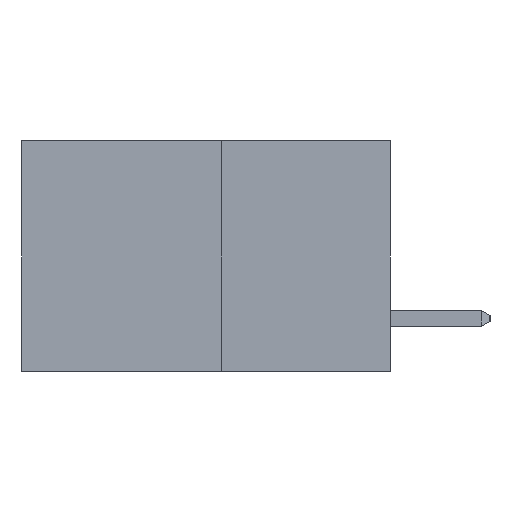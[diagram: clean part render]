
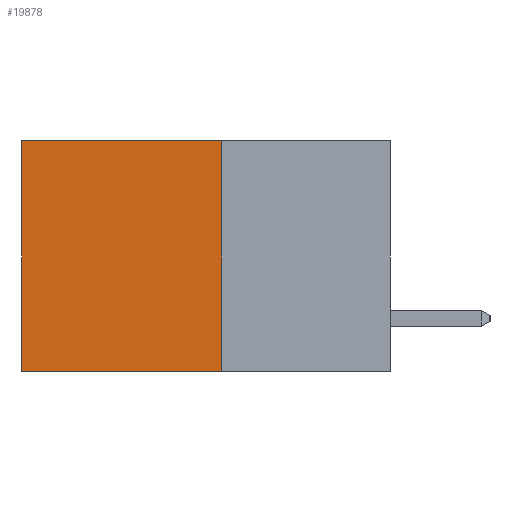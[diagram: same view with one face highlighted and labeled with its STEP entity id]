
A CAD part, left-side view. The second image highlights one B-rep face of the part: STEP entity #19878.
In plain terms, the highlighted planar face has unit normal (-1, 0, 0).
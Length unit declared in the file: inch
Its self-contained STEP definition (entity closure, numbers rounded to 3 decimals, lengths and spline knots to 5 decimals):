
#220 = EDGE_CURVE ( 'NONE', #3594, #10580, #18293, .T. ) ;
#395 = DIRECTION ( 'NONE',  ( 0., 1., 0. ) ) ;
#811 = CARTESIAN_POINT ( 'NONE',  ( 0.277, 0.27, -0.37 ) ) ;
#898 = VECTOR ( 'NONE', #11610, 39.37008 ) ;
#1135 = ORIENTED_EDGE ( 'NONE', *, *, #4298, .F. ) ;
#1572 = ORIENTED_EDGE ( 'NONE', *, *, #220, .T. ) ;
#2042 = VECTOR ( 'NONE', #395, 39.37008 ) ;
#2440 = DIRECTION ( 'NONE',  ( 0., 0., -1. ) ) ;
#2883 = CARTESIAN_POINT ( 'NONE',  ( 0.277, 0.27, -0.37 ) ) ;
#3186 = CARTESIAN_POINT ( 'NONE',  ( 0.277, 0.27, -0.37 ) ) ;
#3269 = AXIS2_PLACEMENT_3D ( 'NONE', #811, #11961, #2440 ) ;
#3594 = VERTEX_POINT ( 'NONE', #9055 ) ;
#3854 = DIRECTION ( 'NONE',  ( 0., 1., 0. ) ) ;
#3863 = CARTESIAN_POINT ( 'NONE',  ( 0.277, 0.27, -0.37 ) ) ;
#4008 = PLANE ( 'NONE',  #3269 ) ;
#4298 = EDGE_CURVE ( 'NONE', #5849, #18727, #11207, .T. ) ;
#4836 = EDGE_LOOP ( 'NONE', ( #12398, #1135, #15005, #1572 ) ) ;
#5757 = LINE ( 'NONE', #16196, #898 ) ;
#5849 = VERTEX_POINT ( 'NONE', #2883 ) ;
#9055 = CARTESIAN_POINT ( 'NONE',  ( 0.277, 0.27, 0. ) ) ;
#10320 = CARTESIAN_POINT ( 'NONE',  ( 0.277, 0.59, 0. ) ) ;
#10580 = VERTEX_POINT ( 'NONE', #10320 ) ;
#11207 = LINE ( 'NONE', #3863, #15303 ) ;
#11610 = DIRECTION ( 'NONE',  ( 0., 0., -1. ) ) ;
#11961 = DIRECTION ( 'NONE',  ( 1., 0., 0. ) ) ;
#12398 = ORIENTED_EDGE ( 'NONE', *, *, #17110, .T. ) ;
#13512 = VECTOR ( 'NONE', #14239, 39.37008 ) ;
#14239 = DIRECTION ( 'NONE',  ( 0., 0., -1. ) ) ;
#14478 = CARTESIAN_POINT ( 'NONE',  ( 0.277, 0.59, -0.37 ) ) ;
#14907 = EDGE_CURVE ( 'NONE', #3594, #5849, #17135, .T. ) ;
#15005 = ORIENTED_EDGE ( 'NONE', *, *, #14907, .F. ) ;
#15303 = VECTOR ( 'NONE', #3854, 39.37008 ) ;
#15929 = CARTESIAN_POINT ( 'NONE',  ( 0.277, 0.27, 0. ) ) ;
#16196 = CARTESIAN_POINT ( 'NONE',  ( 0.277, 0.59, -0.37 ) ) ;
#17110 = EDGE_CURVE ( 'NONE', #10580, #18727, #5757, .T. ) ;
#17135 = LINE ( 'NONE', #3186, #13512 ) ;
#18293 = LINE ( 'NONE', #15929, #2042 ) ;
#18727 = VERTEX_POINT ( 'NONE', #14478 ) ;
#19622 = FACE_OUTER_BOUND ( 'NONE', #4836, .T. ) ;
#19878 = ADVANCED_FACE ( 'NONE', ( #19622 ), #4008, .F. ) ;
